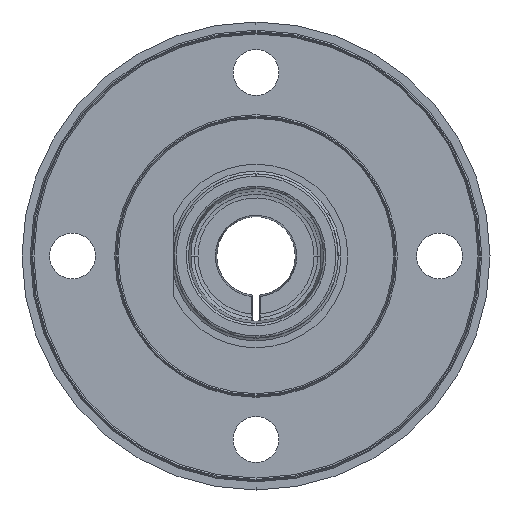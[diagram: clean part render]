
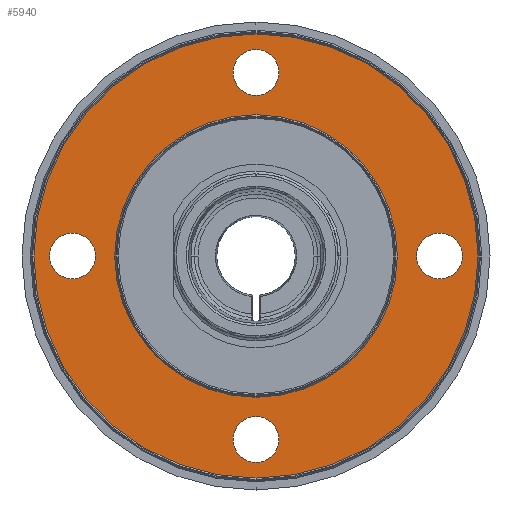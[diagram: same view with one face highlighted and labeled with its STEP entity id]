
A CAD part, left-side view. The second image highlights one B-rep face of the part: STEP entity #5940.
In plain terms, the highlighted planar face has unit normal (-1, 0, 0).
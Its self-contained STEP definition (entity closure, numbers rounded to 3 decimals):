
#99 = VERTEX_POINT ( 'NONE', #14789 ) ;
#818 = FACE_BOUND ( 'NONE', #20635, .T. ) ;
#1613 = DIRECTION ( 'NONE',  ( 0., 0., 1. ) ) ;
#1867 = EDGE_CURVE ( 'NONE', #4897, #11611, #28781, .T. ) ;
#2212 = CIRCLE ( 'NONE', #17824, 2.5 ) ;
#2288 = AXIS2_PLACEMENT_3D ( 'NONE', #39329, #13014, #36141 ) ;
#2643 = ORIENTED_EDGE ( 'NONE', *, *, #20033, .F. ) ;
#3674 = CARTESIAN_POINT ( 'NONE',  ( -0.7, 0., 24.2 ) ) ;
#4383 = EDGE_CURVE ( 'NONE', #22204, #31082, #2212, .T. ) ;
#4897 = VERTEX_POINT ( 'NONE', #19534 ) ;
#4901 = CARTESIAN_POINT ( 'NONE',  ( -0.7, 20., 0. ) ) ;
#5103 = AXIS2_PLACEMENT_3D ( 'NONE', #30729, #10884, #34054 ) ;
#5798 = CARTESIAN_POINT ( 'NONE',  ( -0.7, 0., -15.4 ) ) ;
#5940 = ADVANCED_FACE ( 'NONE', ( #24190, #818, #41820, #40790, #29350, #12259 ), #5967, .T. ) ;
#5958 = VERTEX_POINT ( 'NONE', #36575 ) ;
#5967 = PLANE ( 'NONE',  #2288 ) ;
#6624 = ORIENTED_EDGE ( 'NONE', *, *, #35086, .F. ) ;
#7233 = EDGE_LOOP ( 'NONE', ( #31972, #30190 ) ) ;
#8088 = ORIENTED_EDGE ( 'NONE', *, *, #29729, .F. ) ;
#8270 = DIRECTION ( 'NONE',  ( 0., 0., 1. ) ) ;
#8522 = EDGE_LOOP ( 'NONE', ( #21138, #12999 ) ) ;
#9716 = EDGE_CURVE ( 'NONE', #11611, #4897, #24646, .T. ) ;
#9923 = AXIS2_PLACEMENT_3D ( 'NONE', #4901, #28145, #8270 ) ;
#9947 = VERTEX_POINT ( 'NONE', #27457 ) ;
#10884 = DIRECTION ( 'NONE',  ( -1., 0., 0. ) ) ;
#11039 = DIRECTION ( 'NONE',  ( -1., 0., 0. ) ) ;
#11611 = VERTEX_POINT ( 'NONE', #24377 ) ;
#11640 = VERTEX_POINT ( 'NONE', #21148 ) ;
#12051 = DIRECTION ( 'NONE',  ( -1., 0., 0. ) ) ;
#12259 = FACE_OUTER_BOUND ( 'NONE', #8522, .T. ) ;
#12425 = ORIENTED_EDGE ( 'NONE', *, *, #1867, .F. ) ;
#12710 = VERTEX_POINT ( 'NONE', #5798 ) ;
#12845 = CARTESIAN_POINT ( 'NONE',  ( -0.7, 20., -2.5 ) ) ;
#12973 = EDGE_CURVE ( 'NONE', #31082, #22204, #13579, .T. ) ;
#12999 = ORIENTED_EDGE ( 'NONE', *, *, #30006, .T. ) ;
#13014 = DIRECTION ( 'NONE',  ( -1., 0., 0. ) ) ;
#13511 = AXIS2_PLACEMENT_3D ( 'NONE', #41388, #21477, #1613 ) ;
#13579 = CIRCLE ( 'NONE', #9923, 2.5 ) ;
#13818 = AXIS2_PLACEMENT_3D ( 'NONE', #18445, #41634, #21733 ) ;
#13927 = CARTESIAN_POINT ( 'NONE',  ( -0.7, 0., 15.4 ) ) ;
#14076 = CIRCLE ( 'NONE', #5103, 2.5 ) ;
#14789 = CARTESIAN_POINT ( 'NONE',  ( -0.7, 0., -17.5 ) ) ;
#15195 = EDGE_CURVE ( 'NONE', #12710, #15711, #19603, .T. ) ;
#15711 = VERTEX_POINT ( 'NONE', #13927 ) ;
#16108 = ORIENTED_EDGE ( 'NONE', *, *, #38668, .F. ) ;
#16400 = CARTESIAN_POINT ( 'NONE',  ( -0.7, 0., -20. ) ) ;
#16674 = DIRECTION ( 'NONE',  ( -1., 0., 0. ) ) ;
#17012 = CARTESIAN_POINT ( 'NONE',  ( -0.7, 20., 2.5 ) ) ;
#17803 = CARTESIAN_POINT ( 'NONE',  ( -0.7, -20., 0. ) ) ;
#17824 = AXIS2_PLACEMENT_3D ( 'NONE', #27073, #33445, #36931 ) ;
#18177 = VERTEX_POINT ( 'NONE', #27859 ) ;
#18445 = CARTESIAN_POINT ( 'NONE',  ( -0.7, 0., 0. ) ) ;
#19189 = CARTESIAN_POINT ( 'NONE',  ( -0.7, 0., 20. ) ) ;
#19534 = CARTESIAN_POINT ( 'NONE',  ( -0.7, -20., 2.5 ) ) ;
#19603 = CIRCLE ( 'NONE', #13818, 15.4 ) ;
#19636 = DIRECTION ( 'NONE',  ( -1., 0., 0. ) ) ;
#19703 = DIRECTION ( 'NONE',  ( 0., 0., 1. ) ) ;
#20033 = EDGE_CURVE ( 'NONE', #11640, #18177, #14076, .T. ) ;
#20635 = EDGE_LOOP ( 'NONE', ( #24204, #12425 ) ) ;
#21138 = ORIENTED_EDGE ( 'NONE', *, *, #42832, .T. ) ;
#21148 = CARTESIAN_POINT ( 'NONE',  ( -0.7, 0., 22.5 ) ) ;
#21477 = DIRECTION ( 'NONE',  ( -1., 0., 0. ) ) ;
#21733 = DIRECTION ( 'NONE',  ( 0., 0., 1. ) ) ;
#22204 = VERTEX_POINT ( 'NONE', #12845 ) ;
#22487 = DIRECTION ( 'NONE',  ( 0., 0., 1. ) ) ;
#22732 = EDGE_LOOP ( 'NONE', ( #42188, #6624 ) ) ;
#22979 = CIRCLE ( 'NONE', #31621, 2.5 ) ;
#23175 = CIRCLE ( 'NONE', #33071, 24.2 ) ;
#23869 = AXIS2_PLACEMENT_3D ( 'NONE', #31871, #12051, #35207 ) ;
#24190 = FACE_BOUND ( 'NONE', #22732, .T. ) ;
#24204 = ORIENTED_EDGE ( 'NONE', *, *, #9716, .F. ) ;
#24377 = CARTESIAN_POINT ( 'NONE',  ( -0.7, -20., -2.5 ) ) ;
#24646 = CIRCLE ( 'NONE', #35357, 2.5 ) ;
#27073 = CARTESIAN_POINT ( 'NONE',  ( -0.7, 20., 0. ) ) ;
#27457 = CARTESIAN_POINT ( 'NONE',  ( -0.7, 0., -22.5 ) ) ;
#27859 = CARTESIAN_POINT ( 'NONE',  ( -0.7, 0., 17.5 ) ) ;
#28145 = DIRECTION ( 'NONE',  ( -1., 0., 0. ) ) ;
#28686 = CIRCLE ( 'NONE', #23869, 2.5 ) ;
#28694 = AXIS2_PLACEMENT_3D ( 'NONE', #16400, #39555, #19703 ) ;
#28781 = CIRCLE ( 'NONE', #36960, 2.5 ) ;
#29350 = FACE_BOUND ( 'NONE', #40284, .T. ) ;
#29729 = EDGE_CURVE ( 'NONE', #18177, #11640, #22979, .T. ) ;
#30006 = EDGE_CURVE ( 'NONE', #5958, #37879, #39396, .T. ) ;
#30190 = ORIENTED_EDGE ( 'NONE', *, *, #12973, .F. ) ;
#30269 = EDGE_LOOP ( 'NONE', ( #8088, #2643 ) ) ;
#30729 = CARTESIAN_POINT ( 'NONE',  ( -0.7, 0., 20. ) ) ;
#30794 = AXIS2_PLACEMENT_3D ( 'NONE', #30884, #11039, #34203 ) ;
#30884 = CARTESIAN_POINT ( 'NONE',  ( -0.7, 0., 0. ) ) ;
#31082 = VERTEX_POINT ( 'NONE', #17012 ) ;
#31621 = AXIS2_PLACEMENT_3D ( 'NONE', #19189, #42392, #22487 ) ;
#31871 = CARTESIAN_POINT ( 'NONE',  ( -0.7, 0., -20. ) ) ;
#31972 = ORIENTED_EDGE ( 'NONE', *, *, #4383, .F. ) ;
#31992 = CIRCLE ( 'NONE', #28694, 2.5 ) ;
#33071 = AXIS2_PLACEMENT_3D ( 'NONE', #36522, #16674, #39858 ) ;
#33445 = DIRECTION ( 'NONE',  ( -1., 0., 0. ) ) ;
#34054 = DIRECTION ( 'NONE',  ( 0., 0., 1. ) ) ;
#34203 = DIRECTION ( 'NONE',  ( 0., 0., 1. ) ) ;
#34654 = ORIENTED_EDGE ( 'NONE', *, *, #42746, .F. ) ;
#34996 = DIRECTION ( 'NONE',  ( -1., 0., 0. ) ) ;
#35086 = EDGE_CURVE ( 'NONE', #15711, #12710, #41359, .T. ) ;
#35207 = DIRECTION ( 'NONE',  ( 0., 0., 1. ) ) ;
#35357 = AXIS2_PLACEMENT_3D ( 'NONE', #39485, #19636, #42828 ) ;
#35959 = DIRECTION ( 'NONE',  ( 0., 0., 1. ) ) ;
#36141 = DIRECTION ( 'NONE',  ( 0., 0., 1. ) ) ;
#36522 = CARTESIAN_POINT ( 'NONE',  ( -0.7, 0., 0. ) ) ;
#36575 = CARTESIAN_POINT ( 'NONE',  ( -0.7, 0., -24.2 ) ) ;
#36931 = DIRECTION ( 'NONE',  ( 0., 0., 1. ) ) ;
#36960 = AXIS2_PLACEMENT_3D ( 'NONE', #17803, #34996, #35959 ) ;
#37879 = VERTEX_POINT ( 'NONE', #3674 ) ;
#38668 = EDGE_CURVE ( 'NONE', #9947, #99, #28686, .T. ) ;
#39329 = CARTESIAN_POINT ( 'NONE',  ( -0.7, 0., 0. ) ) ;
#39396 = CIRCLE ( 'NONE', #30794, 24.2 ) ;
#39485 = CARTESIAN_POINT ( 'NONE',  ( -0.7, -20., 0. ) ) ;
#39555 = DIRECTION ( 'NONE',  ( -1., 0., 0. ) ) ;
#39858 = DIRECTION ( 'NONE',  ( 0., 0., 1. ) ) ;
#40284 = EDGE_LOOP ( 'NONE', ( #16108, #34654 ) ) ;
#40790 = FACE_BOUND ( 'NONE', #30269, .T. ) ;
#41359 = CIRCLE ( 'NONE', #13511, 15.4 ) ;
#41388 = CARTESIAN_POINT ( 'NONE',  ( -0.7, 0., 0. ) ) ;
#41634 = DIRECTION ( 'NONE',  ( -1., 0., 0. ) ) ;
#41820 = FACE_BOUND ( 'NONE', #7233, .T. ) ;
#42188 = ORIENTED_EDGE ( 'NONE', *, *, #15195, .F. ) ;
#42392 = DIRECTION ( 'NONE',  ( -1., 0., 0. ) ) ;
#42746 = EDGE_CURVE ( 'NONE', #99, #9947, #31992, .T. ) ;
#42828 = DIRECTION ( 'NONE',  ( 0., 0., 1. ) ) ;
#42832 = EDGE_CURVE ( 'NONE', #37879, #5958, #23175, .T. ) ;
